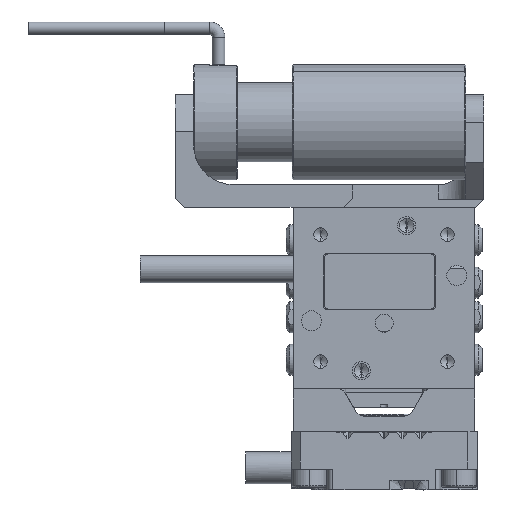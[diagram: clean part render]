
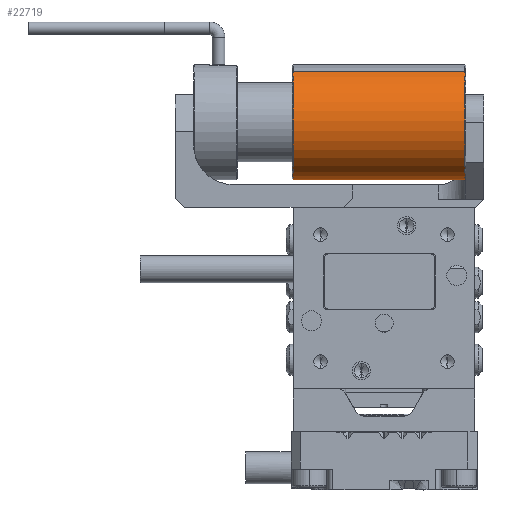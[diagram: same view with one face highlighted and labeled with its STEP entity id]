
A CAD part, front view. The second image highlights one B-rep face of the part: STEP entity #22719.
In plain terms, the highlighted cylindrical face has radius 6.35 mm (diameter 12.7 mm), a partial arc.
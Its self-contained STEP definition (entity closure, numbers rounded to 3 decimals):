
#3822 = CARTESIAN_POINT ( 'NONE',  ( 0., 0., 19.1 ) ) ;
#8340 = LINE ( 'NONE', #48947, #63674 ) ;
#9275 = VECTOR ( 'NONE', #12515, 1000. ) ;
#9345 = EDGE_CURVE ( 'NONE', #83699, #34774, #65229, .T. ) ;
#9723 = CARTESIAN_POINT ( 'NONE',  ( 0., 0., 19. ) ) ;
#11185 = LINE ( 'NONE', #19223, #9275 ) ;
#12515 = DIRECTION ( 'NONE',  ( 0., 0., -1. ) ) ;
#19223 = CARTESIAN_POINT ( 'NONE',  ( 6.35, 0., 19.1 ) ) ;
#20063 = VERTEX_POINT ( 'NONE', #80106 ) ;
#22658 = DIRECTION ( 'NONE',  ( 0., 0., -1. ) ) ;
#22719 = ADVANCED_FACE ( 'NONE', ( #59118 ), #43996, .T. ) ;
#27452 = AXIS2_PLACEMENT_3D ( 'NONE', #3822, #31040, #43574 ) ;
#28777 = AXIS2_PLACEMENT_3D ( 'NONE', #59348, #86567, #46400 ) ;
#29433 = ORIENTED_EDGE ( 'NONE', *, *, #9345, .T. ) ;
#31040 = DIRECTION ( 'NONE',  ( 0., 0., -1. ) ) ;
#31140 = DIRECTION ( 'NONE',  ( 0., 0., -1. ) ) ;
#33555 = EDGE_LOOP ( 'NONE', ( #59042, #29433, #55200, #86582 ) ) ;
#34774 = VERTEX_POINT ( 'NONE', #50738 ) ;
#43574 = DIRECTION ( 'NONE',  ( -1., 0., 0. ) ) ;
#43996 = CYLINDRICAL_SURFACE ( 'NONE', #27452, 6.35 ) ;
#46400 = DIRECTION ( 'NONE',  ( 1., 0., 0. ) ) ;
#48947 = CARTESIAN_POINT ( 'NONE',  ( -6.35, 0., 19.1 ) ) ;
#50738 = CARTESIAN_POINT ( 'NONE',  ( -6.35, 0., 19. ) ) ;
#55200 = ORIENTED_EDGE ( 'NONE', *, *, #61292, .T. ) ;
#58312 = DIRECTION ( 'NONE',  ( 1., 0., 0. ) ) ;
#59042 = ORIENTED_EDGE ( 'NONE', *, *, #81249, .F. ) ;
#59118 = FACE_OUTER_BOUND ( 'NONE', #33555, .T. ) ;
#59348 = CARTESIAN_POINT ( 'NONE',  ( 0., 0., 0.1 ) ) ;
#61292 = EDGE_CURVE ( 'NONE', #34774, #72782, #8340, .T. ) ;
#63674 = VECTOR ( 'NONE', #22658, 1000. ) ;
#65229 = CIRCLE ( 'NONE', #68098, 6.35 ) ;
#68098 = AXIS2_PLACEMENT_3D ( 'NONE', #9723, #31140, #58312 ) ;
#72782 = VERTEX_POINT ( 'NONE', #72817 ) ;
#72817 = CARTESIAN_POINT ( 'NONE',  ( -6.35, 0., 0.1 ) ) ;
#76014 = EDGE_CURVE ( 'NONE', #72782, #20063, #87159, .T. ) ;
#80106 = CARTESIAN_POINT ( 'NONE',  ( 6.35, 0., 0.1 ) ) ;
#81249 = EDGE_CURVE ( 'NONE', #83699, #20063, #11185, .T. ) ;
#83699 = VERTEX_POINT ( 'NONE', #84131 ) ;
#84131 = CARTESIAN_POINT ( 'NONE',  ( 6.35, 0., 19. ) ) ;
#86567 = DIRECTION ( 'NONE',  ( 0., 0., 1. ) ) ;
#86582 = ORIENTED_EDGE ( 'NONE', *, *, #76014, .T. ) ;
#87159 = CIRCLE ( 'NONE', #28777, 6.35 ) ;
